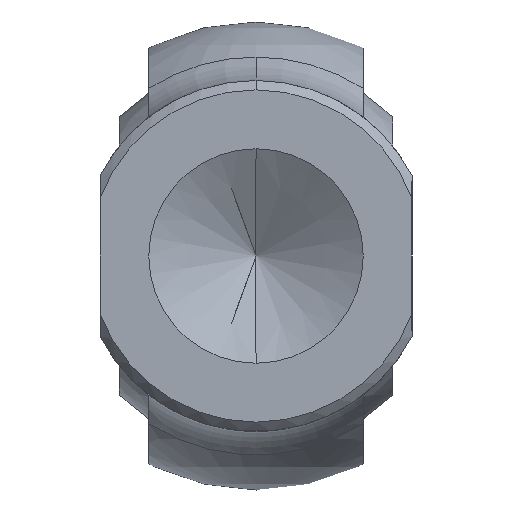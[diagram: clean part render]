
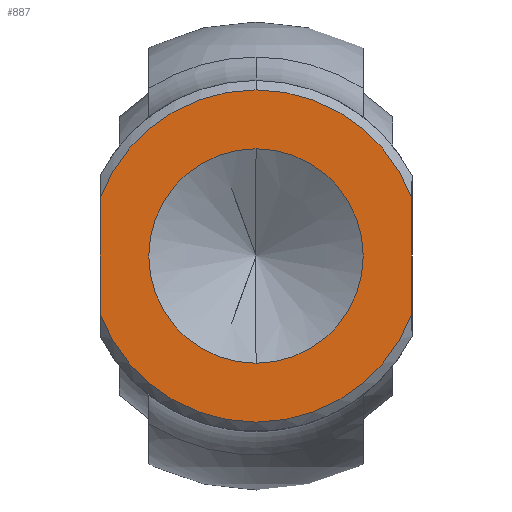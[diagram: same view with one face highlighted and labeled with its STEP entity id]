
A CAD part, front view. The second image highlights one B-rep face of the part: STEP entity #887.
In plain terms, the highlighted planar face has unit normal (0, -1, 0).
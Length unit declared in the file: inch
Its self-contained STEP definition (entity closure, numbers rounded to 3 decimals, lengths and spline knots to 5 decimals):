
#361 = DIRECTION ( 'NONE',  ( 0., 0., 1. ) ) ;
#362 = DIRECTION ( 'NONE',  ( 0., -1., 0. ) ) ;
#363 = CARTESIAN_POINT ( 'NONE',  ( 0., -2.875, 0. ) ) ;
#364 = AXIS2_PLACEMENT_3D ( 'NONE', #363, #362, #361 ) ;
#365 = CIRCLE ( 'NONE', #364, 0.5325 ) ;
#366 = CARTESIAN_POINT ( 'NONE',  ( -0.5, -2.875, -0.18318 ) ) ;
#367 = DIRECTION ( 'NONE',  ( 0., 0., -1. ) ) ;
#368 = VECTOR ( 'NONE', #367, 39.37008 ) ;
#369 = CARTESIAN_POINT ( 'NONE',  ( -0.5, -2.875, -0.5625 ) ) ;
#370 = LINE ( 'NONE', #369, #368 ) ;
#371 = DIRECTION ( 'NONE',  ( 0., 0., 1. ) ) ;
#372 = DIRECTION ( 'NONE',  ( 0., -1., 0. ) ) ;
#373 = CARTESIAN_POINT ( 'NONE',  ( 0., -2.875, 0. ) ) ;
#374 = AXIS2_PLACEMENT_3D ( 'NONE', #373, #372, #371 ) ;
#375 = CIRCLE ( 'NONE', #374, 0.5325 ) ;
#376 = CARTESIAN_POINT ( 'NONE',  ( 0.5, -2.875, 0.18318 ) ) ;
#377 = CARTESIAN_POINT ( 'NONE',  ( 0.5, -2.875, -0.18318 ) ) ;
#378 = DIRECTION ( 'NONE',  ( 0., 0., -1. ) ) ;
#379 = DIRECTION ( 'NONE',  ( 0., -1., 0. ) ) ;
#380 = CARTESIAN_POINT ( 'NONE',  ( 0., -2.875, 0. ) ) ;
#381 = AXIS2_PLACEMENT_3D ( 'NONE', #380, #379, #378 ) ;
#382 = CIRCLE ( 'NONE', #381, 0.34375 ) ;
#388 = DIRECTION ( 'NONE',  ( 0., 0., 1. ) ) ;
#389 = DIRECTION ( 'NONE',  ( 0., 1., 0. ) ) ;
#390 = CARTESIAN_POINT ( 'NONE',  ( 0., -2.875, -0.5625 ) ) ;
#391 = AXIS2_PLACEMENT_3D ( 'NONE', #390, #389, #388 ) ;
#392 = PLANE ( 'NONE',  #391 ) ;
#398 = FACE_OUTER_BOUND ( 'NONE', #866, .T. ) ;
#399 = FACE_BOUND ( 'NONE', #901, .T. ) ;
#483 = CARTESIAN_POINT ( 'NONE',  ( -0.5, -2.875, 0.18318 ) ) ;
#484 = CARTESIAN_POINT ( 'NONE',  ( 0., -2.875, 0.5325 ) ) ;
#485 = DIRECTION ( 'NONE',  ( 0., 0., 1. ) ) ;
#486 = DIRECTION ( 'NONE',  ( 0., -1., 0. ) ) ;
#487 = AXIS2_PLACEMENT_3D ( 'NONE', #493, #486, #485 ) ;
#488 = CIRCLE ( 'NONE', #487, 0.5325 ) ;
#493 = CARTESIAN_POINT ( 'NONE',  ( 0., -2.875, 0. ) ) ;
#529 = DIRECTION ( 'NONE',  ( 0., 0., 1. ) ) ;
#530 = VECTOR ( 'NONE', #529, 39.37008 ) ;
#531 = CARTESIAN_POINT ( 'NONE',  ( 0.5, -2.875, -0.5625 ) ) ;
#532 = LINE ( 'NONE', #531, #530 ) ;
#640 = CARTESIAN_POINT ( 'NONE',  ( 0., -2.875, -0.34375 ) ) ;
#641 = DIRECTION ( 'NONE',  ( 0., 0., -1. ) ) ;
#642 = DIRECTION ( 'NONE',  ( 0., -1., 0. ) ) ;
#643 = CARTESIAN_POINT ( 'NONE',  ( 0., -2.875, 0. ) ) ;
#644 = AXIS2_PLACEMENT_3D ( 'NONE', #643, #642, #641 ) ;
#645 = CIRCLE ( 'NONE', #644, 0.34375 ) ;
#646 = CARTESIAN_POINT ( 'NONE',  ( 0., -2.875, 0.34375 ) ) ;
#864 = ORIENTED_EDGE ( 'NONE', *, *, #865, .F. ) ;
#865 = EDGE_CURVE ( 'NONE', #1002, #999, #382, .T. ) ;
#866 = EDGE_LOOP ( 'NONE', ( #962, #869, #871, #872, #875 ) ) ;
#867 = VERTEX_POINT ( 'NONE', #377 ) ;
#868 = VERTEX_POINT ( 'NONE', #376 ) ;
#869 = ORIENTED_EDGE ( 'NONE', *, *, #870, .T. ) ;
#870 = EDGE_CURVE ( 'NONE', #868, #943, #375, .T. ) ;
#871 = ORIENTED_EDGE ( 'NONE', *, *, #942, .T. ) ;
#872 = ORIENTED_EDGE ( 'NONE', *, *, #873, .T. ) ;
#873 = EDGE_CURVE ( 'NONE', #944, #874, #370, .T. ) ;
#874 = VERTEX_POINT ( 'NONE', #366 ) ;
#875 = ORIENTED_EDGE ( 'NONE', *, *, #876, .T. ) ;
#876 = EDGE_CURVE ( 'NONE', #874, #867, #365, .T. ) ;
#887 = ADVANCED_FACE ( 'NONE', ( #399, #398 ), #392, .F. ) ;
#901 = EDGE_LOOP ( 'NONE', ( #864, #961 ) ) ;
#942 = EDGE_CURVE ( 'NONE', #943, #944, #488, .T. ) ;
#943 = VERTEX_POINT ( 'NONE', #484 ) ;
#944 = VERTEX_POINT ( 'NONE', #483 ) ;
#961 = ORIENTED_EDGE ( 'NONE', *, *, #1001, .F. ) ;
#962 = ORIENTED_EDGE ( 'NONE', *, *, #963, .T. ) ;
#963 = EDGE_CURVE ( 'NONE', #867, #868, #532, .T. ) ;
#999 = VERTEX_POINT ( 'NONE', #646 ) ;
#1001 = EDGE_CURVE ( 'NONE', #999, #1002, #645, .T. ) ;
#1002 = VERTEX_POINT ( 'NONE', #640 ) ;
